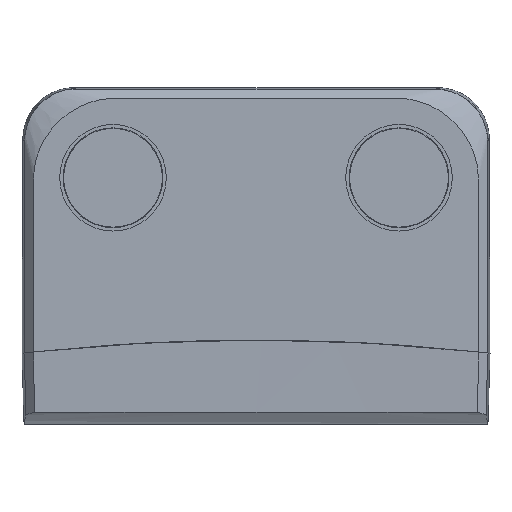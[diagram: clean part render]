
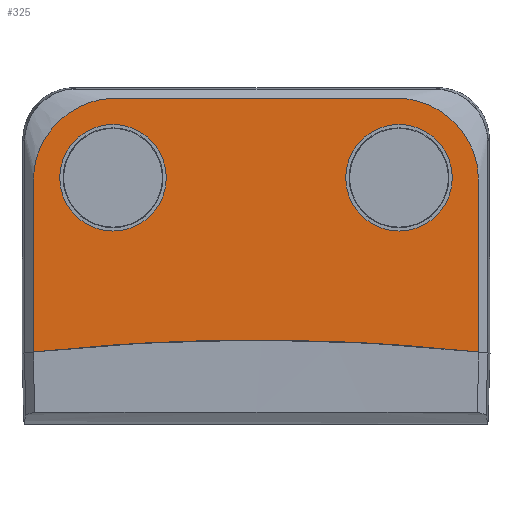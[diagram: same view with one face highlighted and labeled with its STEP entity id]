
A CAD part, top view. The second image highlights one B-rep face of the part: STEP entity #325.
In plain terms, the highlighted planar face has unit normal (0, 0, 1).
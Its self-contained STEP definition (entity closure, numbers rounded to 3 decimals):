
#255=B_SPLINE_CURVE_WITH_KNOTS('',3,(#1670,#1671,#1672,#1673),
 .UNSPECIFIED.,.F.,.F.,(4,4),(0.,1.),.UNSPECIFIED.);
#256=B_SPLINE_CURVE_WITH_KNOTS('',3,(#1675,#1676,#1677,#1678),
 .UNSPECIFIED.,.F.,.F.,(4,4),(0.,1.),.UNSPECIFIED.);
#257=B_SPLINE_CURVE_WITH_KNOTS('',3,(#1680,#1681,#1682,#1683),
 .UNSPECIFIED.,.F.,.F.,(4,4),(0.,1.),.UNSPECIFIED.);
#258=B_SPLINE_CURVE_WITH_KNOTS('',3,(#1685,#1686,#1687,#1688),
 .UNSPECIFIED.,.F.,.F.,(4,4),(0.,1.),.UNSPECIFIED.);
#259=B_SPLINE_CURVE_WITH_KNOTS('',3,(#1690,#1691,#1692,#1693),
 .UNSPECIFIED.,.F.,.F.,(4,4),(0.,1.),.UNSPECIFIED.);
#260=B_SPLINE_CURVE_WITH_KNOTS('',3,(#1695,#1696,#1697,#1698),
 .UNSPECIFIED.,.F.,.F.,(4,4),(0.,1.),.UNSPECIFIED.);
#261=B_SPLINE_CURVE_WITH_KNOTS('',3,(#1700,#1701,#1702,#1703),
 .UNSPECIFIED.,.F.,.F.,(4,4),(0.,1.),.UNSPECIFIED.);
#262=B_SPLINE_CURVE_WITH_KNOTS('',3,(#1705,#1706,#1707,#1708),
 .UNSPECIFIED.,.F.,.F.,(4,4),(0.,1.),.UNSPECIFIED.);
#263=B_SPLINE_CURVE_WITH_KNOTS('',3,(#1710,#1711,#1712,#1713),
 .UNSPECIFIED.,.F.,.F.,(4,4),(0.,1.),.UNSPECIFIED.);
#264=B_SPLINE_CURVE_WITH_KNOTS('',3,(#1715,#1716,#1717,#1718),
 .UNSPECIFIED.,.F.,.F.,(4,4),(0.,1.),.UNSPECIFIED.);
#265=B_SPLINE_CURVE_WITH_KNOTS('',3,(#1720,#1721,#1722,#1723),
 .UNSPECIFIED.,.F.,.F.,(4,4),(0.,1.),.UNSPECIFIED.);
#325=ADVANCED_FACE('',(#392,#393,#394),#367,.T.);
#367=PLANE('',#1092);
#392=FACE_BOUND('',#449,.T.);
#393=FACE_BOUND('',#450,.T.);
#394=FACE_BOUND('',#451,.T.);
#449=EDGE_LOOP('',(#591));
#450=EDGE_LOOP('',(#592,#593,#594,#595,#596,#597,#598,#599,#600,#601,#602,
#603));
#451=EDGE_LOOP('',(#604));
#591=ORIENTED_EDGE('',*,*,#961,.F.);
#592=ORIENTED_EDGE('',*,*,#905,.F.);
#593=ORIENTED_EDGE('',*,*,#962,.T.);
#594=ORIENTED_EDGE('',*,*,#963,.T.);
#595=ORIENTED_EDGE('',*,*,#964,.T.);
#596=ORIENTED_EDGE('',*,*,#965,.T.);
#597=ORIENTED_EDGE('',*,*,#966,.T.);
#598=ORIENTED_EDGE('',*,*,#967,.T.);
#599=ORIENTED_EDGE('',*,*,#968,.T.);
#600=ORIENTED_EDGE('',*,*,#969,.T.);
#601=ORIENTED_EDGE('',*,*,#970,.T.);
#602=ORIENTED_EDGE('',*,*,#971,.T.);
#603=ORIENTED_EDGE('',*,*,#972,.T.);
#604=ORIENTED_EDGE('',*,*,#973,.F.);
#789=VERTEX_POINT('',#1299);
#797=VERTEX_POINT('',#1360);
#844=VERTEX_POINT('',#1669);
#845=VERTEX_POINT('',#1674);
#846=VERTEX_POINT('',#1679);
#847=VERTEX_POINT('',#1684);
#848=VERTEX_POINT('',#1689);
#849=VERTEX_POINT('',#1694);
#850=VERTEX_POINT('',#1699);
#851=VERTEX_POINT('',#1704);
#852=VERTEX_POINT('',#1709);
#853=VERTEX_POINT('',#1714);
#854=VERTEX_POINT('',#1719);
#855=VERTEX_POINT('',#1725);
#905=EDGE_CURVE('',#797,#789,#1032,.T.);
#961=EDGE_CURVE('',#844,#844,#1039,.T.);
#962=EDGE_CURVE('',#797,#845,#255,.T.);
#963=EDGE_CURVE('',#845,#846,#256,.T.);
#964=EDGE_CURVE('',#846,#847,#257,.T.);
#965=EDGE_CURVE('',#847,#848,#258,.T.);
#966=EDGE_CURVE('',#848,#849,#259,.T.);
#967=EDGE_CURVE('',#849,#850,#260,.T.);
#968=EDGE_CURVE('',#850,#851,#261,.T.);
#969=EDGE_CURVE('',#851,#852,#262,.T.);
#970=EDGE_CURVE('',#852,#853,#263,.T.);
#971=EDGE_CURVE('',#853,#854,#264,.T.);
#972=EDGE_CURVE('',#854,#789,#265,.T.);
#973=EDGE_CURVE('',#855,#855,#1040,.T.);
#1032=CIRCLE('',#1063,160.);
#1039=CIRCLE('',#1090,4.1);
#1040=CIRCLE('',#1091,4.1);
#1063=AXIS2_PLACEMENT_3D('',#1361,#1146,#1147);
#1090=AXIS2_PLACEMENT_3D('',#1668,#1200,#1201);
#1091=AXIS2_PLACEMENT_3D('',#1724,#1202,#1203);
#1092=AXIS2_PLACEMENT_3D('',#1726,#1204,#1205);
#1146=DIRECTION('',(0.,0.,1.));
#1147=DIRECTION('',(1.,0.,0.));
#1200=DIRECTION('',(0.,0.,1.));
#1201=DIRECTION('',(-1.,0.,0.));
#1202=DIRECTION('',(0.,0.,1.));
#1203=DIRECTION('',(-1.,0.,0.));
#1204=DIRECTION('',(0.,0.,1.));
#1205=DIRECTION('',(1.,0.,0.));
#1299=CARTESIAN_POINT('',(-17.1,-20.401,13.));
#1360=CARTESIAN_POINT('',(17.1,-20.401,13.));
#1361=CARTESIAN_POINT('',(0.,-179.484,13.));
#1668=CARTESIAN_POINT('',(-11.,-7.,13.));
#1669=CARTESIAN_POINT('',(-15.1,-7.,13.));
#1670=CARTESIAN_POINT('',(17.1,-20.401,13.));
#1671=CARTESIAN_POINT('',(17.1,-16.01,13.));
#1672=CARTESIAN_POINT('',(17.1,-11.619,13.));
#1673=CARTESIAN_POINT('',(17.1,-7.228,13.));
#1674=CARTESIAN_POINT('',(17.1,-7.228,13.));
#1675=CARTESIAN_POINT('',(17.1,-7.228,13.));
#1676=CARTESIAN_POINT('',(17.1,-7.152,13.));
#1677=CARTESIAN_POINT('',(17.1,-7.076,13.));
#1678=CARTESIAN_POINT('',(17.1,-7.,13.));
#1679=CARTESIAN_POINT('',(17.1,-7.,13.));
#1680=CARTESIAN_POINT('',(17.1,-7.,13.));
#1681=CARTESIAN_POINT('',(17.1,-6.996,13.));
#1682=CARTESIAN_POINT('',(17.1,-6.991,13.));
#1683=CARTESIAN_POINT('',(17.1,-6.987,13.));
#1684=CARTESIAN_POINT('',(17.1,-6.987,13.));
#1685=CARTESIAN_POINT('',(17.1,-6.987,13.));
#1686=CARTESIAN_POINT('',(17.092,-3.785,13.));
#1687=CARTESIAN_POINT('',(14.204,-0.901,13.));
#1688=CARTESIAN_POINT('',(11.,-0.9,13.));
#1689=CARTESIAN_POINT('',(11.,-0.9,13.));
#1690=CARTESIAN_POINT('',(11.,-0.9,13.));
#1691=CARTESIAN_POINT('',(10.993,-0.9,13.));
#1692=CARTESIAN_POINT('',(10.986,-0.9,13.));
#1693=CARTESIAN_POINT('',(10.979,-0.9,13.));
#1694=CARTESIAN_POINT('',(10.979,-0.9,13.));
#1695=CARTESIAN_POINT('',(10.979,-0.9,13.));
#1696=CARTESIAN_POINT('',(3.66,-0.9,13.));
#1697=CARTESIAN_POINT('',(-3.66,-0.9,13.));
#1698=CARTESIAN_POINT('',(-10.979,-0.9,13.));
#1699=CARTESIAN_POINT('',(-10.979,-0.9,13.));
#1700=CARTESIAN_POINT('',(-10.979,-0.9,13.));
#1701=CARTESIAN_POINT('',(-10.986,-0.9,13.));
#1702=CARTESIAN_POINT('',(-10.993,-0.9,13.));
#1703=CARTESIAN_POINT('',(-11.,-0.9,13.));
#1704=CARTESIAN_POINT('',(-11.,-0.9,13.));
#1705=CARTESIAN_POINT('',(-11.,-0.9,13.));
#1706=CARTESIAN_POINT('',(-14.199,-0.901,13.));
#1707=CARTESIAN_POINT('',(-17.09,-3.779,13.));
#1708=CARTESIAN_POINT('',(-17.1,-6.981,13.));
#1709=CARTESIAN_POINT('',(-17.1,-6.981,13.));
#1710=CARTESIAN_POINT('',(-17.1,-6.981,13.));
#1711=CARTESIAN_POINT('',(-17.1,-6.987,13.));
#1712=CARTESIAN_POINT('',(-17.1,-6.994,13.));
#1713=CARTESIAN_POINT('',(-17.1,-7.,13.));
#1714=CARTESIAN_POINT('',(-17.1,-7.,13.));
#1715=CARTESIAN_POINT('',(-17.1,-7.,13.));
#1716=CARTESIAN_POINT('',(-17.1,-7.076,13.));
#1717=CARTESIAN_POINT('',(-17.1,-7.152,13.));
#1718=CARTESIAN_POINT('',(-17.1,-7.228,13.));
#1719=CARTESIAN_POINT('',(-17.1,-7.228,13.));
#1720=CARTESIAN_POINT('',(-17.1,-7.228,13.));
#1721=CARTESIAN_POINT('',(-17.1,-11.619,13.));
#1722=CARTESIAN_POINT('',(-17.1,-16.01,13.));
#1723=CARTESIAN_POINT('',(-17.1,-20.401,13.));
#1724=CARTESIAN_POINT('',(11.,-7.,13.));
#1725=CARTESIAN_POINT('',(6.9,-7.,13.));
#1726=CARTESIAN_POINT('',(0.,-179.484,13.));
